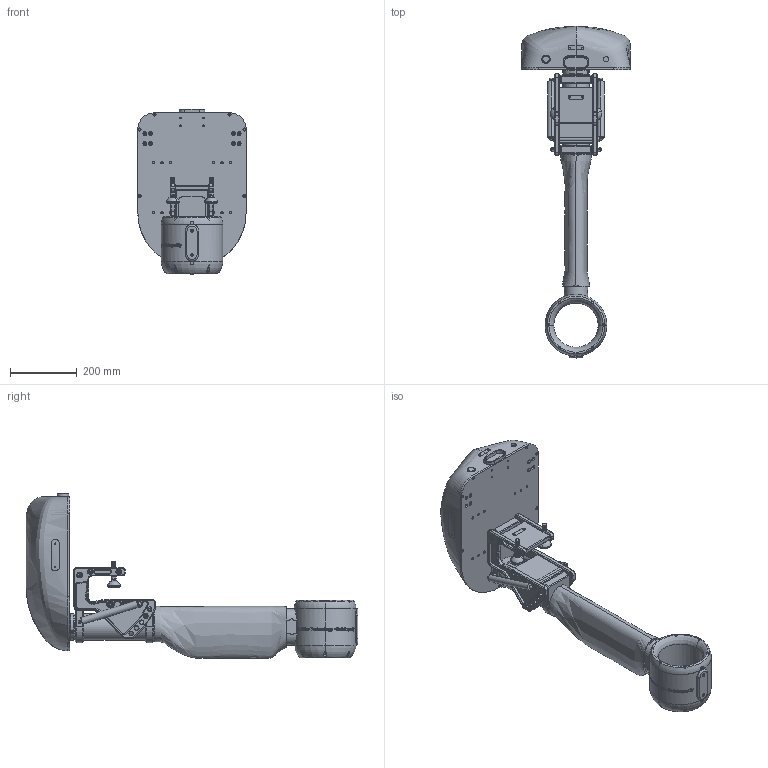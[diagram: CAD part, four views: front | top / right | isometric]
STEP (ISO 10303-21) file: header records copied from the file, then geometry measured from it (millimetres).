
FILE_DESCRIPTION (( 'STEP AP214' ), '1' );
FILE_NAME ('P-104-030-rev-D-133.STEP', '2021-11-11T14:35:20', ( '' ), ( '' ), 'SwSTEP 2.0', 'SolidWorks 2021', '' );
FILE_SCHEMA (( 'AUTOMOTIVE_DESIGN' ));
Length unit declared in the file: millimetre
Products named in the file (1): P-104-030-rev-D-133
Bounding box: 325 x 995.34 x 495.1 mm (x, y, z)
Volume: 21600945.1 mm3; surface area: 1088648.7 mm2
Topology: 1 solids, 6 shells, 2389 faces, 5897 edges, 3646 vertices
Faces by surface type: plane 947, cylinder 676, cone 360, bspline 264, torus 126, sphere 16
Entity records: 181750 total; most frequent: CARTESIAN_POINT 108275, ORIENTED_EDGE 11644, DIRECTION 10537, EDGE_CURVE 5822, AXIS2_PLACEMENT_3D 4015, VERTEX_POINT 3638, EDGE_LOOP 2644, VECTOR 2507
